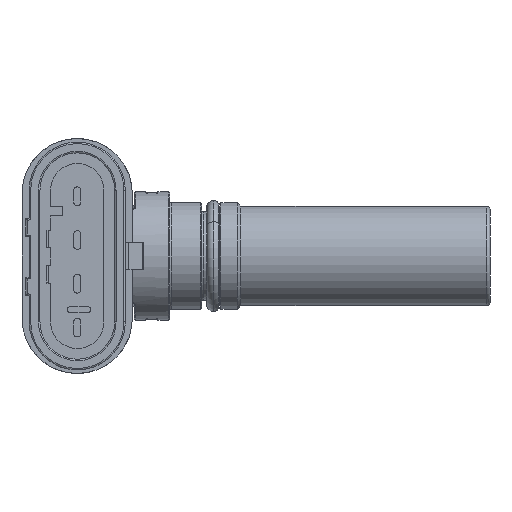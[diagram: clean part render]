
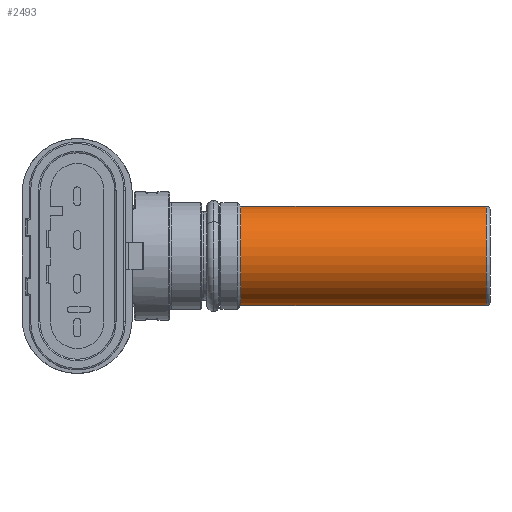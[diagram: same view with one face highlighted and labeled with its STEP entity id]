
A CAD part, left-side view. The second image highlights one B-rep face of the part: STEP entity #2493.
In plain terms, the highlighted cylindrical face has radius 7 mm (diameter 14 mm), a full revolution.
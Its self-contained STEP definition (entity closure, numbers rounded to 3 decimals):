
#190=CYLINDRICAL_SURFACE('',#6685,7.);
#2422=FACE_BOUND('',#3211,.T.);
#2423=FACE_BOUND('',#3212,.T.);
#2493=ADVANCED_FACE('',(#2422,#2423),#190,.T.);
#3211=EDGE_LOOP('',(#3647));
#3212=EDGE_LOOP('',(#3648));
#3647=ORIENTED_EDGE('',*,*,#5573,.F.);
#3648=ORIENTED_EDGE('',*,*,#5574,.T.);
#5105=VERTEX_POINT('',#9132);
#5106=VERTEX_POINT('',#9134);
#5573=EDGE_CURVE('',#5105,#5105,#6314,.T.);
#5574=EDGE_CURVE('',#5106,#5106,#6315,.T.);
#6314=CIRCLE('',#6683,7.);
#6315=CIRCLE('',#6684,7.);
#6683=AXIS2_PLACEMENT_3D('',#9131,#7439,#7440);
#6684=AXIS2_PLACEMENT_3D('',#9133,#7441,#7442);
#6685=AXIS2_PLACEMENT_3D('',#9135,#7443,#7444);
#7439=DIRECTION('',(0.,1.,0.));
#7440=DIRECTION('',(-1.,0.,0.));
#7441=DIRECTION('',(0.,1.,0.));
#7442=DIRECTION('',(-1.,0.,0.));
#7443=DIRECTION('',(0.,1.,0.));
#7444=DIRECTION('',(1.,0.,0.));
#9131=CARTESIAN_POINT('',(-44.046,-0.753,64.011));
#9132=CARTESIAN_POINT('',(-51.046,-0.753,64.011));
#9133=CARTESIAN_POINT('',(-44.046,-35.253,64.011));
#9134=CARTESIAN_POINT('',(-51.046,-35.253,64.011));
#9135=CARTESIAN_POINT('',(-44.046,-34.753,64.011));
